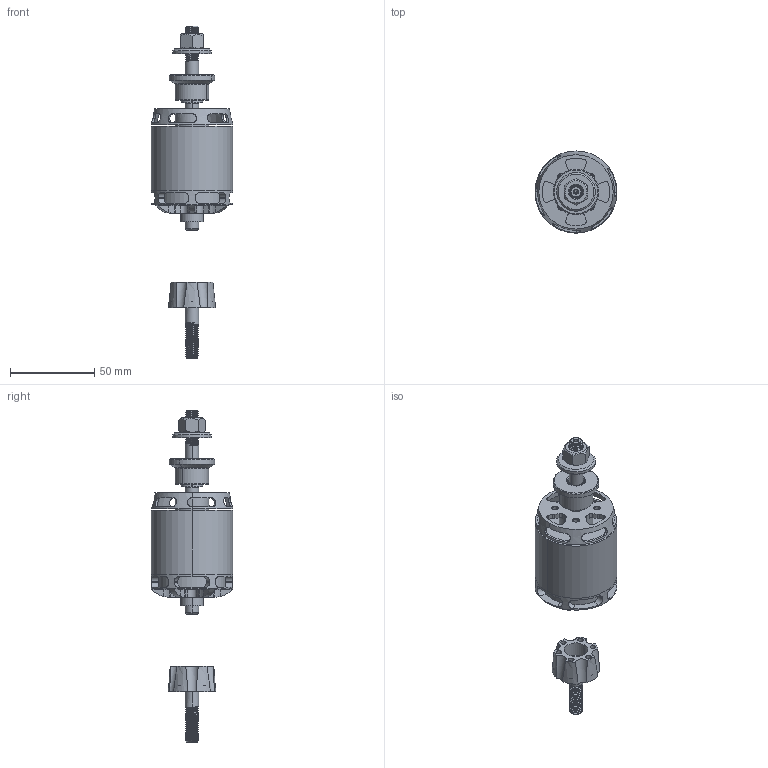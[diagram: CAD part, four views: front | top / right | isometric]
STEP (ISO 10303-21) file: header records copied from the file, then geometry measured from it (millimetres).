
FILE_DESCRIPTION (( 'STEP AP203' ), '1' );
FILE_NAME ('MOTOR ASSEMBLY.STEP', '2018-10-04T20:51:27', ( '' ), ( '' ), 'SwSTEP 2.0', 'SolidWorks 2018', '' );
FILE_SCHEMA (( 'CONFIG_CONTROL_DESIGN' ));
Length unit declared in the file: millimetre
Products named in the file (7): MOTOR ASSEMBLY; Washer for collet; Collet; HACKER A50-14L V4; Washer; Prop adapter for rear mounting; Nut
Assembly tree (6 placements, depth 2):
  MOTOR ASSEMBLY
    HACKER A50-14L V4
    Collet
    Washer for collet
    Washer
    Nut
    Prop adapter for rear mounting
Bounding box: 48.7 x 48.7 x 197.34 mm (x, y, z)
Volume: 108451.2 mm3; surface area: 30492.4 mm2
Topology: 6 solids, 6 shells, 577 faces, 1510 edges, 943 vertices
Faces by surface type: cylinder 302, plane 123, cone 105, torus 41, bspline 6
Entity records: 25134 total; most frequent: CARTESIAN_POINT 10625, ORIENTED_EDGE 2984, DIRECTION 2871, EDGE_CURVE 1492, AXIS2_PLACEMENT_3D 1147, VERTEX_POINT 943, EDGE_LOOP 637, FACE_OUTER_BOUND 577
